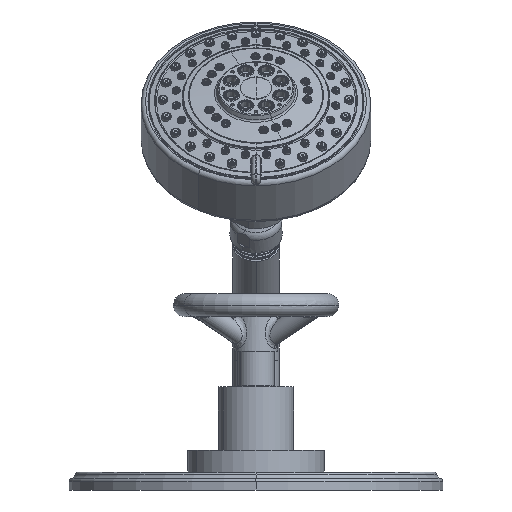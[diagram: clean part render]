
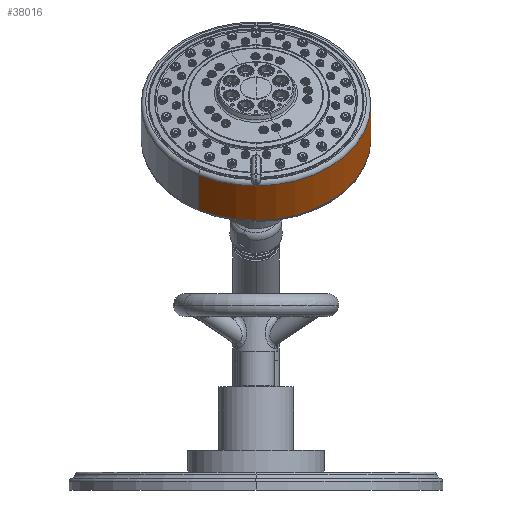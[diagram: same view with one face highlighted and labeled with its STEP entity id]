
A CAD part, front view. The second image highlights one B-rep face of the part: STEP entity #38016.
In plain terms, the highlighted cylindrical face has radius 50.8 mm (diameter 101.6 mm), a partial arc.
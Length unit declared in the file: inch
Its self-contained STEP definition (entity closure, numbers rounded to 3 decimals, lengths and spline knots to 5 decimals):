
#14610=CARTESIAN_POINT('',(0.,8.273,6.70188));
#14611=DIRECTION('',(0.,0.707,-0.707));
#14612=DIRECTION('',(0.5,0.612,0.612));
#14613=AXIS2_PLACEMENT_3D('',#14610,#14611,#14612);
#14615=CARTESIAN_POINT('',(0.,8.86985,6.10502));
#14616=DIRECTION('',(0.,-0.707,0.707));
#14617=DIRECTION('',(-0.5,-0.612,-0.612));
#14618=AXIS2_PLACEMENT_3D('',#14615,#14616,#14617);
#14625=DIRECTION('',(0.,-0.707,0.707));
#14626=VECTOR('',#14625,0.84408);
#14627=CARTESIAN_POINT('',(-1.,7.64511,4.88028));
#14628=LINE('',#14627,#14626);
#14634=DIRECTION('',(0.,-0.707,0.707));
#14635=VECTOR('',#14634,0.84408);
#14636=CARTESIAN_POINT('',(1.,10.0946,7.32977));
#14637=LINE('',#14636,#14635);
#35297=CARTESIAN_POINT('',(-1.,7.64511,4.88028));
#35299=VERTEX_POINT('',#35297);
#35301=CARTESIAN_POINT('',(1.,10.0946,7.32977));
#35303=VERTEX_POINT('',#35301);
#35316=CARTESIAN_POINT('',(1.,9.49774,7.92662));
#35317=CARTESIAN_POINT('',(-1.,7.04825,5.47713));
#35318=VERTEX_POINT('',#35316);
#35319=VERTEX_POINT('',#35317);
#38002=CARTESIAN_POINT('',(0.,9.42359,5.55129));
#38003=DIRECTION('',(0.,-0.707,0.707));
#38004=DIRECTION('',(-0.5,-0.612,-0.612));
#38005=AXIS2_PLACEMENT_3D('',#38002,#38003,#38004);
#38006=CYLINDRICAL_SURFACE('',#38005,2.);
#38007=ORIENTED_EDGE('',*,*,#37992,.F.);
#38009=ORIENTED_EDGE('',*,*,#38008,.F.);
#38011=ORIENTED_EDGE('',*,*,#38010,.F.);
#38013=ORIENTED_EDGE('',*,*,#38012,.T.);
#38014=EDGE_LOOP('',(#38007,#38009,#38011,#38013));
#38015=FACE_OUTER_BOUND('',#38014,.F.);
#38016=ADVANCED_FACE('',(#38015),#38006,.T.);
#14614=CIRCLE('',#14613,2.);
#14619=CIRCLE('',#14618,2.);
#37992=EDGE_CURVE('',#35318,#35319,#14614,.T.);
#38008=EDGE_CURVE('',#35303,#35318,#14637,.T.);
#38010=EDGE_CURVE('',#35299,#35303,#14619,.T.);
#38012=EDGE_CURVE('',#35299,#35319,#14628,.T.);
